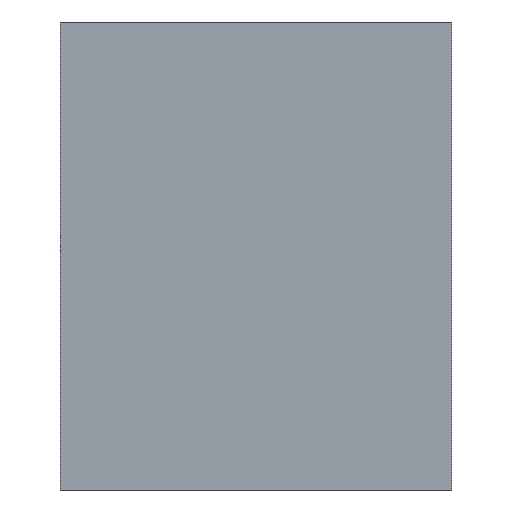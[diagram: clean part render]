
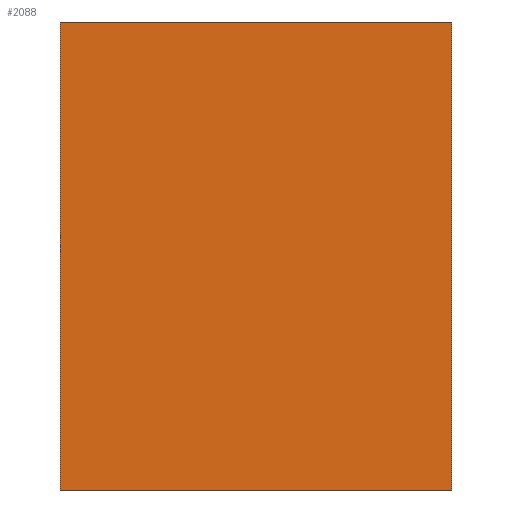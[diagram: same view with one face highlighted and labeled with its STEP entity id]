
A CAD part, front view. The second image highlights one B-rep face of the part: STEP entity #2088.
In plain terms, the highlighted planar face has unit normal (0, -1, 0).
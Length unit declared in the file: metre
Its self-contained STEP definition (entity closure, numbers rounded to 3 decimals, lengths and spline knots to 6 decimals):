
#204=ORIENTED_EDGE('',*,*,#822,.T.);
#205=ORIENTED_EDGE('',*,*,#791,.F.);
#206=ORIENTED_EDGE('',*,*,#823,.F.);
#207=ORIENTED_EDGE('',*,*,#721,.T.);
#721=EDGE_CURVE('',#1034,#1032,#1241,.T.);
#791=EDGE_CURVE('',#1103,#1101,#1287,.T.);
#822=EDGE_CURVE('',#1032,#1101,#1310,.T.);
#823=EDGE_CURVE('',#1034,#1103,#1311,.T.);
#1032=VERTEX_POINT('',#2849);
#1034=VERTEX_POINT('',#2852);
#1101=VERTEX_POINT('',#3015);
#1103=VERTEX_POINT('',#3019);
#1241=LINE('',#2851,#1497);
#1287=LINE('',#3020,#1543);
#1310=LINE('',#3081,#1566);
#1311=LINE('',#3082,#1567);
#1497=VECTOR('',#2339,1.);
#1543=VECTOR('',#2407,1.);
#1566=VECTOR('',#2458,1.);
#1567=VECTOR('',#2459,1.);
#1766=EDGE_LOOP('',(#204,#205,#206,#207));
#1888=FACE_BOUND('',#1766,.T.);
#1999=PLANE('',#2232);
#2088=ADVANCED_FACE('',(#1888),#1999,.F.);
#2232=AXIS2_PLACEMENT_3D('',#3080,#2456,#2457);
#2339=DIRECTION('',(0.,0.,1.));
#2407=DIRECTION('',(0.,0.,1.));
#2456=DIRECTION('',(0.,1.,0.));
#2457=DIRECTION('',(0.,0.,1.));
#2458=DIRECTION('',(-1.,0.,0.));
#2459=DIRECTION('',(-1.,0.,0.));
#2849=CARTESIAN_POINT('',(0.015,-0.0135,-0.127));
#2851=CARTESIAN_POINT('',(0.015,-0.0135,-0.1724));
#2852=CARTESIAN_POINT('',(0.015,-0.0135,-0.1724));
#3015=CARTESIAN_POINT('',(-0.023,-0.0135,-0.127));
#3019=CARTESIAN_POINT('',(-0.023,-0.0135,-0.1724));
#3020=CARTESIAN_POINT('',(-0.023,-0.0135,-0.1724));
#3080=CARTESIAN_POINT('',(-0.0165,-0.0135,-0.1724));
#3081=CARTESIAN_POINT('',(-0.0165,-0.0135,-0.127));
#3082=CARTESIAN_POINT('',(-0.0165,-0.0135,-0.1724));
